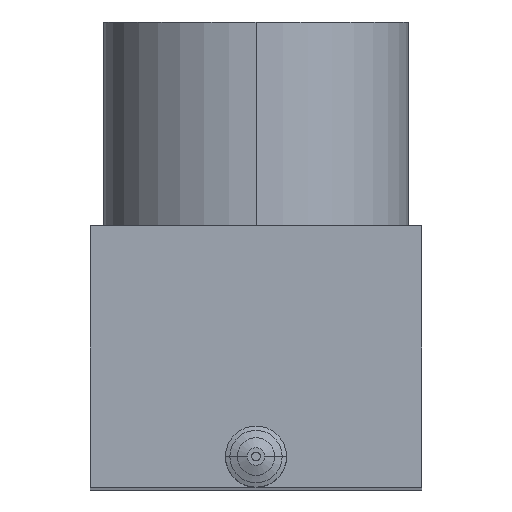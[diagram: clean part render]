
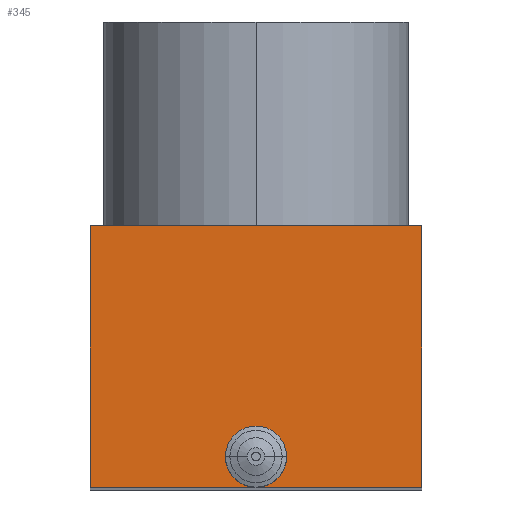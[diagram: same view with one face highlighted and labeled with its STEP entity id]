
A CAD part, top view. The second image highlights one B-rep face of the part: STEP entity #345.
In plain terms, the highlighted planar face has unit normal (0, 0, 1).
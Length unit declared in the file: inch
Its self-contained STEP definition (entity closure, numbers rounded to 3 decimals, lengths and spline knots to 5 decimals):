
#21=CARTESIAN_POINT('',(38.,7.,340.));
#22=DIRECTION('',(0.,0.,1.));
#23=DIRECTION('',(0.,-1.,0.));
#24=AXIS2_PLACEMENT_3D('',#21,#22,#23);
#26=CARTESIAN_POINT('',(38.,7.,340.));
#27=DIRECTION('',(0.,0.,1.));
#28=DIRECTION('',(0.,1.,0.));
#29=AXIS2_PLACEMENT_3D('',#26,#27,#28);
#31=DIRECTION('',(1.,0.,0.));
#32=VECTOR('',#31,38.);
#33=CARTESIAN_POINT('',(0.,0.,340.));
#34=LINE('',#33,#32);
#35=DIRECTION('',(0.,-1.,0.));
#36=VECTOR('',#35,60.);
#37=CARTESIAN_POINT('',(0.,60.,340.));
#38=LINE('',#37,#36);
#39=DIRECTION('',(-1.,0.,0.));
#40=VECTOR('',#39,76.);
#41=CARTESIAN_POINT('',(76.,60.,340.));
#42=LINE('',#41,#40);
#43=DIRECTION('',(0.,1.,0.));
#44=VECTOR('',#43,60.);
#45=CARTESIAN_POINT('',(76.,0.,340.));
#46=LINE('',#45,#44);
#47=DIRECTION('',(1.,0.,0.));
#48=VECTOR('',#47,38.);
#49=CARTESIAN_POINT('',(38.,0.,340.));
#50=LINE('',#49,#48);
#237=CARTESIAN_POINT('',(76.,0.,340.));
#238=CARTESIAN_POINT('',(76.,60.,340.));
#239=VERTEX_POINT('',#237);
#240=VERTEX_POINT('',#238);
#241=CARTESIAN_POINT('',(0.,60.,340.));
#242=VERTEX_POINT('',#241);
#243=CARTESIAN_POINT('',(0.,0.,340.));
#244=VERTEX_POINT('',#243);
#253=CARTESIAN_POINT('',(38.,0.,340.));
#254=CARTESIAN_POINT('',(38.,14.,340.));
#255=VERTEX_POINT('',#253);
#256=VERTEX_POINT('',#254);
#326=CARTESIAN_POINT('',(0.,0.,340.));
#327=DIRECTION('',(0.,0.,1.));
#328=DIRECTION('',(1.,0.,0.));
#329=AXIS2_PLACEMENT_3D('',#326,#327,#328);
#330=PLANE('',#329);
#332=ORIENTED_EDGE('',*,*,#331,.T.);
#334=ORIENTED_EDGE('',*,*,#333,.T.);
#335=ORIENTED_EDGE('',*,*,#314,.F.);
#337=ORIENTED_EDGE('',*,*,#336,.F.);
#339=ORIENTED_EDGE('',*,*,#338,.F.);
#341=ORIENTED_EDGE('',*,*,#340,.F.);
#342=ORIENTED_EDGE('',*,*,#316,.F.);
#343=EDGE_LOOP('',(#332,#334,#335,#337,#339,#341,#342));
#344=FACE_OUTER_BOUND('',#343,.F.);
#345=ADVANCED_FACE('',(#344),#330,.T.);
#25=CIRCLE('',#24,7.);
#30=CIRCLE('',#29,7.);
#314=EDGE_CURVE('',#244,#255,#34,.T.);
#316=EDGE_CURVE('',#255,#239,#50,.T.);
#331=EDGE_CURVE('',#255,#256,#25,.T.);
#333=EDGE_CURVE('',#256,#255,#30,.T.);
#336=EDGE_CURVE('',#242,#244,#38,.T.);
#338=EDGE_CURVE('',#240,#242,#42,.T.);
#340=EDGE_CURVE('',#239,#240,#46,.T.);
